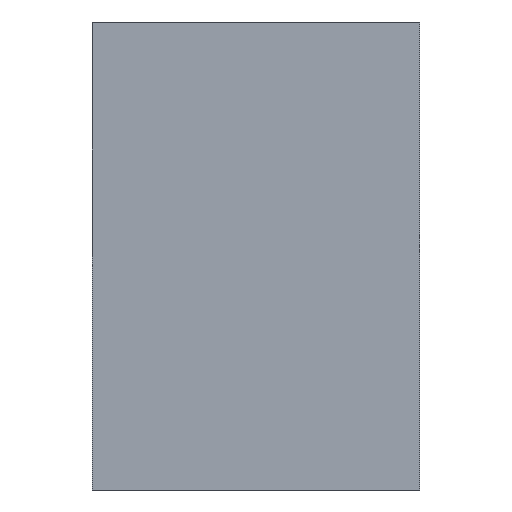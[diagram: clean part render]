
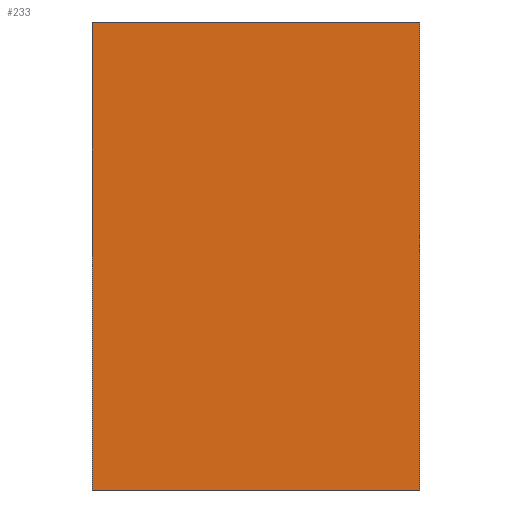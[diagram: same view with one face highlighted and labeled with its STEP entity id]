
A CAD part, left-side view. The second image highlights one B-rep face of the part: STEP entity #233.
In plain terms, the highlighted planar face has unit normal (-1, 0, 0).
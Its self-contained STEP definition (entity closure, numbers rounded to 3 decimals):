
#27=LINE('',#366,#51);
#31=LINE('',#375,#55);
#32=LINE('',#376,#56);
#33=LINE('',#377,#57);
#51=VECTOR('',#303,10.);
#55=VECTOR('',#309,10.);
#56=VECTOR('',#310,10.);
#57=VECTOR('',#311,10.);
#69=PLANE('',#259);
#89=FACE_OUTER_BOUND('',#108,.T.);
#108=EDGE_LOOP('',(#198,#199,#200,#201));
#131=VERTEX_POINT('',#364);
#132=VERTEX_POINT('',#365);
#135=VERTEX_POINT('',#373);
#136=VERTEX_POINT('',#374);
#155=EDGE_CURVE('',#131,#132,#27,.T.);
#159=EDGE_CURVE('',#135,#136,#31,.T.);
#160=EDGE_CURVE('',#135,#132,#32,.T.);
#161=EDGE_CURVE('',#136,#131,#33,.T.);
#198=ORIENTED_EDGE('',*,*,#159,.F.);
#199=ORIENTED_EDGE('',*,*,#160,.T.);
#200=ORIENTED_EDGE('',*,*,#155,.F.);
#201=ORIENTED_EDGE('',*,*,#161,.F.);
#233=ADVANCED_FACE('',(#89),#69,.T.);
#259=AXIS2_PLACEMENT_3D('',#372,#307,#308);
#303=DIRECTION('',(0.,0.,1.));
#307=DIRECTION('center_axis',(-1.,0.,0.));
#308=DIRECTION('ref_axis',(0.,0.,1.));
#309=DIRECTION('',(0.,0.,-1.));
#310=DIRECTION('',(0.,1.,0.));
#311=DIRECTION('',(0.,1.,0.));
#364=CARTESIAN_POINT('',(-130.,34.99,-50.));
#365=CARTESIAN_POINT('',(-130.,34.99,0.));
#366=CARTESIAN_POINT('',(-130.,34.99,-50.));
#372=CARTESIAN_POINT('Origin',(-130.,0.,-50.));
#373=CARTESIAN_POINT('',(-130.,0.,0.));
#374=CARTESIAN_POINT('',(-130.,0.,-50.));
#375=CARTESIAN_POINT('',(-130.,0.,0.));
#376=CARTESIAN_POINT('',(-130.,0.,0.));
#377=CARTESIAN_POINT('',(-130.,0.,-50.));
